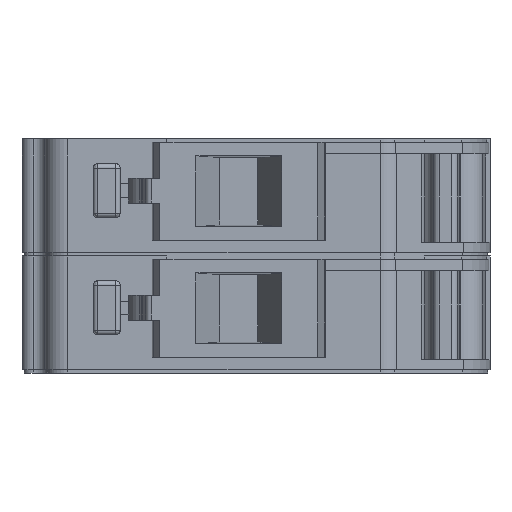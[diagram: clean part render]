
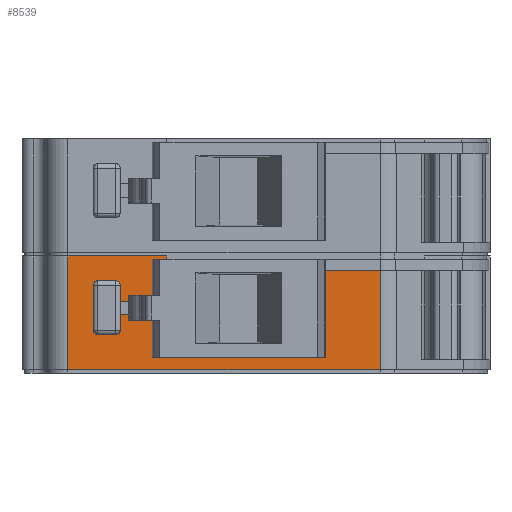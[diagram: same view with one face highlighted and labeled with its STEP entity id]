
A CAD part, front view. The second image highlights one B-rep face of the part: STEP entity #8539.
In plain terms, the highlighted planar face has unit normal (0, -1, 0).
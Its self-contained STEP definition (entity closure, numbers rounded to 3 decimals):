
#48 = DIRECTION ( 'NONE',  ( 1., 0., 0. ) ) ;
#116 = CARTESIAN_POINT ( 'NONE',  ( -36.379, 13.714, 6.337 ) ) ;
#126 = CARTESIAN_POINT ( 'NONE',  ( -38.822, 13.714, 9.287 ) ) ;
#153 = VERTEX_POINT ( 'NONE', #3002 ) ;
#164 = VECTOR ( 'NONE', #9568, 1000. ) ;
#384 = VERTEX_POINT ( 'NONE', #1883 ) ;
#387 = CARTESIAN_POINT ( 'NONE',  ( -38.822, 13.714, 8.687 ) ) ;
#663 = ORIENTED_EDGE ( 'NONE', *, *, #4294, .F. ) ;
#1639 = CARTESIAN_POINT ( 'NONE',  ( -36.379, 13.714, 8.687 ) ) ;
#1672 = VERTEX_POINT ( 'NONE', #2378 ) ;
#1717 = EDGE_CURVE ( 'NONE', #13951, #9220, #7900, .T. ) ;
#1883 = CARTESIAN_POINT ( 'NONE',  ( -38.822, 13.714, 4.837 ) ) ;
#2328 = CARTESIAN_POINT ( 'NONE',  ( -45.872, 13.714, 9.187 ) ) ;
#2378 = CARTESIAN_POINT ( 'NONE',  ( -50.276, 13.714, 9.337 ) ) ;
#2430 = VECTOR ( 'NONE', #17302, 1000. ) ;
#2529 = DIRECTION ( 'NONE',  ( 0., 0., -1. ) ) ;
#2583 = ORIENTED_EDGE ( 'NONE', *, *, #6658, .F. ) ;
#2714 = CARTESIAN_POINT ( 'NONE',  ( -45.872, 13.714, 9.337 ) ) ;
#2853 = CARTESIAN_POINT ( 'NONE',  ( -48.834, 13.714, 6.337 ) ) ;
#2913 = LINE ( 'NONE', #18586, #11237 ) ;
#2925 = CARTESIAN_POINT ( 'NONE',  ( -46.522, 13.714, 4.837 ) ) ;
#3002 = CARTESIAN_POINT ( 'NONE',  ( -48.234, 13.714, 7.737 ) ) ;
#3667 = EDGE_LOOP ( 'NONE', ( #14946, #13939, #14849, #17362 ) ) ;
#3837 = ORIENTED_EDGE ( 'NONE', *, *, #14732, .F. ) ;
#3879 = EDGE_CURVE ( 'NONE', #12814, #3916, #11970, .T. ) ;
#3916 = VERTEX_POINT ( 'NONE', #4820 ) ;
#4138 = VERTEX_POINT ( 'NONE', #2925 ) ;
#4209 = ORIENTED_EDGE ( 'NONE', *, *, #1717, .F. ) ;
#4294 = EDGE_CURVE ( 'NONE', #4138, #384, #10783, .T. ) ;
#4820 = CARTESIAN_POINT ( 'NONE',  ( -36.379, 13.714, 8.687 ) ) ;
#4951 = EDGE_CURVE ( 'NONE', #12625, #7672, #6373, .T. ) ;
#5109 = CARTESIAN_POINT ( 'NONE',  ( -36.379, 13.714, 4.837 ) ) ;
#5267 = VECTOR ( 'NONE', #2529, 1000. ) ;
#5273 = EDGE_CURVE ( 'NONE', #8407, #153, #2913, .T. ) ;
#5453 = DIRECTION ( 'NONE',  ( 0., 0., 1. ) ) ;
#5604 = CARTESIAN_POINT ( 'NONE',  ( -33.229, 13.714, 9.337 ) ) ;
#5759 = CARTESIAN_POINT ( 'NONE',  ( -48.834, 13.714, 7.737 ) ) ;
#5875 = VECTOR ( 'NONE', #48, 1000. ) ;
#6013 = FACE_BOUND ( 'NONE', #3667, .T. ) ;
#6124 = DIRECTION ( 'NONE',  ( -1., 0., 0. ) ) ;
#6155 = CARTESIAN_POINT ( 'NONE',  ( -45.872, 13.714, 4.137 ) ) ;
#6274 = EDGE_CURVE ( 'NONE', #7672, #8407, #19072, .T. ) ;
#6373 = LINE ( 'NONE', #18746, #2430 ) ;
#6658 = EDGE_CURVE ( 'NONE', #3916, #13951, #9790, .T. ) ;
#7180 = CARTESIAN_POINT ( 'NONE',  ( -46.522, 13.714, 9.287 ) ) ;
#7280 = LINE ( 'NONE', #13230, #8417 ) ;
#7672 = VERTEX_POINT ( 'NONE', #2853 ) ;
#7859 = PLANE ( 'NONE',  #14089 ) ;
#7900 = LINE ( 'NONE', #18995, #17373 ) ;
#7918 = LINE ( 'NONE', #5604, #10258 ) ;
#8057 = CARTESIAN_POINT ( 'NONE',  ( -36.379, 13.714, 9.287 ) ) ;
#8109 = DIRECTION ( 'NONE',  ( -1., 0., 0. ) ) ;
#8157 = DIRECTION ( 'NONE',  ( 0., 0., -1. ) ) ;
#8400 = LINE ( 'NONE', #6155, #12108 ) ;
#8407 = VERTEX_POINT ( 'NONE', #12076 ) ;
#8417 = VECTOR ( 'NONE', #6124, 1000. ) ;
#8539 = ADVANCED_FACE ( 'NONE', ( #18748, #6013 ), #7859, .F. ) ;
#9061 = CARTESIAN_POINT ( 'NONE',  ( -50.276, 13.714, 9.287 ) ) ;
#9220 = VERTEX_POINT ( 'NONE', #17620 ) ;
#9568 = DIRECTION ( 'NONE',  ( 1., 0., 0. ) ) ;
#9790 = LINE ( 'NONE', #15554, #18594 ) ;
#9974 = EDGE_CURVE ( 'NONE', #9220, #1672, #15501, .T. ) ;
#10067 = VERTEX_POINT ( 'NONE', #14113 ) ;
#10209 = EDGE_CURVE ( 'NONE', #384, #12814, #11514, .T. ) ;
#10258 = VECTOR ( 'NONE', #17431, 1000. ) ;
#10459 = ORIENTED_EDGE ( 'NONE', *, *, #15112, .F. ) ;
#10610 = DIRECTION ( 'NONE',  ( 0., 0., 1. ) ) ;
#10783 = LINE ( 'NONE', #5109, #164 ) ;
#10804 = LINE ( 'NONE', #7180, #5267 ) ;
#11237 = VECTOR ( 'NONE', #5453, 1000. ) ;
#11514 = LINE ( 'NONE', #126, #16829 ) ;
#11811 = DIRECTION ( 'NONE',  ( 0., 0., 1. ) ) ;
#11970 = LINE ( 'NONE', #1639, #16577 ) ;
#12076 = CARTESIAN_POINT ( 'NONE',  ( -48.234, 13.714, 6.337 ) ) ;
#12108 = VECTOR ( 'NONE', #15087, 1000. ) ;
#12625 = VERTEX_POINT ( 'NONE', #5759 ) ;
#12814 = VERTEX_POINT ( 'NONE', #387 ) ;
#12910 = CARTESIAN_POINT ( 'NONE',  ( -36.379, 13.714, 7.737 ) ) ;
#13230 = CARTESIAN_POINT ( 'NONE',  ( -36.379, 13.714, 9.187 ) ) ;
#13452 = ORIENTED_EDGE ( 'NONE', *, *, #9974, .F. ) ;
#13752 = CARTESIAN_POINT ( 'NONE',  ( -36.379, 13.714, 4.287 ) ) ;
#13939 = ORIENTED_EDGE ( 'NONE', *, *, #6274, .F. ) ;
#13951 = VERTEX_POINT ( 'NONE', #13752 ) ;
#14088 = VECTOR ( 'NONE', #10610, 1000. ) ;
#14089 = AXIS2_PLACEMENT_3D ( 'NONE', #8057, #15324, #8109 ) ;
#14113 = CARTESIAN_POINT ( 'NONE',  ( -46.522, 13.714, 9.187 ) ) ;
#14227 = EDGE_CURVE ( 'NONE', #153, #12625, #15391, .T. ) ;
#14235 = EDGE_CURVE ( 'NONE', #16588, #10067, #7280, .T. ) ;
#14732 = EDGE_CURVE ( 'NONE', #18670, #16588, #8400, .T. ) ;
#14801 = DIRECTION ( 'NONE',  ( -1., 0., 0. ) ) ;
#14849 = ORIENTED_EDGE ( 'NONE', *, *, #4951, .F. ) ;
#14931 = VECTOR ( 'NONE', #14801, 1000. ) ;
#14946 = ORIENTED_EDGE ( 'NONE', *, *, #5273, .F. ) ;
#15087 = DIRECTION ( 'NONE',  ( 0., 0., -1. ) ) ;
#15112 = EDGE_CURVE ( 'NONE', #1672, #18670, #7918, .T. ) ;
#15324 = DIRECTION ( 'NONE',  ( 0., 1., 0. ) ) ;
#15391 = LINE ( 'NONE', #12910, #14931 ) ;
#15501 = LINE ( 'NONE', #9061, #14088 ) ;
#15516 = ORIENTED_EDGE ( 'NONE', *, *, #10209, .F. ) ;
#15554 = CARTESIAN_POINT ( 'NONE',  ( -36.379, 13.714, 9.287 ) ) ;
#16340 = DIRECTION ( 'NONE',  ( 1., 0., 0. ) ) ;
#16562 = ORIENTED_EDGE ( 'NONE', *, *, #17670, .F. ) ;
#16577 = VECTOR ( 'NONE', #16340, 1000. ) ;
#16588 = VERTEX_POINT ( 'NONE', #2328 ) ;
#16775 = ORIENTED_EDGE ( 'NONE', *, *, #3879, .F. ) ;
#16829 = VECTOR ( 'NONE', #11811, 1000. ) ;
#17302 = DIRECTION ( 'NONE',  ( 0., 0., -1. ) ) ;
#17362 = ORIENTED_EDGE ( 'NONE', *, *, #14227, .F. ) ;
#17373 = VECTOR ( 'NONE', #17558, 1000. ) ;
#17431 = DIRECTION ( 'NONE',  ( 1., 0., 0. ) ) ;
#17558 = DIRECTION ( 'NONE',  ( -1., 0., 0. ) ) ;
#17620 = CARTESIAN_POINT ( 'NONE',  ( -50.276, 13.714, 4.287 ) ) ;
#17670 = EDGE_CURVE ( 'NONE', #10067, #4138, #10804, .T. ) ;
#17998 = EDGE_LOOP ( 'NONE', ( #16562, #18273, #3837, #10459, #13452, #4209, #2583, #16775, #15516, #663 ) ) ;
#18273 = ORIENTED_EDGE ( 'NONE', *, *, #14235, .F. ) ;
#18586 = CARTESIAN_POINT ( 'NONE',  ( -48.234, 13.714, 9.287 ) ) ;
#18594 = VECTOR ( 'NONE', #8157, 1000. ) ;
#18670 = VERTEX_POINT ( 'NONE', #2714 ) ;
#18746 = CARTESIAN_POINT ( 'NONE',  ( -48.834, 13.714, 9.287 ) ) ;
#18748 = FACE_OUTER_BOUND ( 'NONE', #17998, .T. ) ;
#18995 = CARTESIAN_POINT ( 'NONE',  ( -36.379, 13.714, 4.287 ) ) ;
#19072 = LINE ( 'NONE', #116, #5875 ) ;
